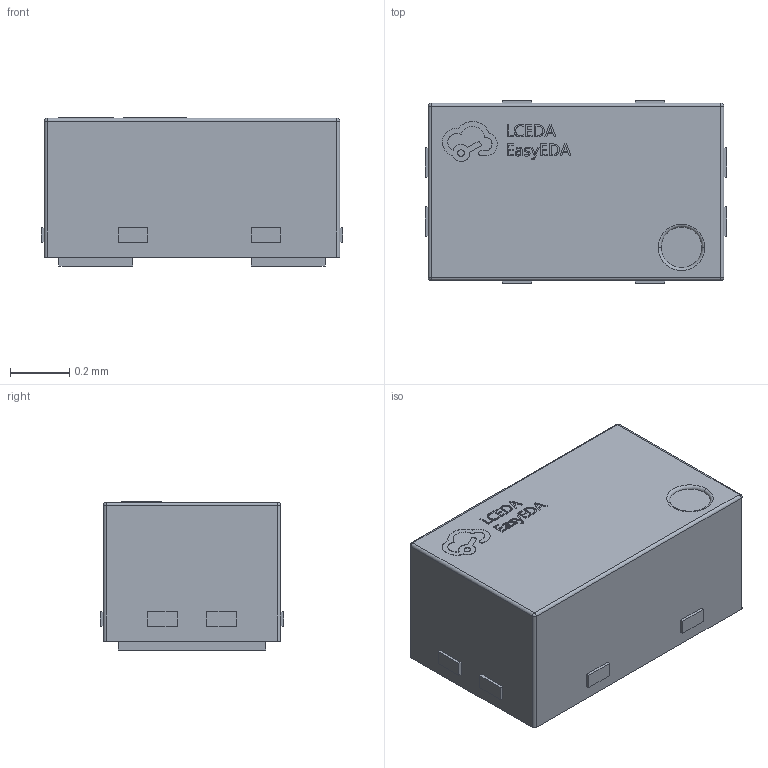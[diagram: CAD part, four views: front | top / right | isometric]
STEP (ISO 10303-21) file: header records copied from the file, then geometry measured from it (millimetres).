
FILE_DESCRIPTION (( 'STEP AP214' ), '1' );
FILE_NAME ('DFN-3L_L1.0-W0.6-H0.5-P0.65-BR.step', '2022-06-30T13:11:18', ( '' ), ( '' ), 'SwSTEP 2.0', 'SolidWorks 2020', '' );
FILE_SCHEMA (( 'AUTOMOTIVE_DESIGN' ));
Length unit declared in the file: millimetre
Products named in the file (1): DFN-3L_L1.0-W0.6-H0.5-P0.65-BR
Bounding box: 1.02 x 0.62 x 0.5 mm (x, y, z)
Volume: 0.3 mm3; surface area: 2.8 mm2
Topology: 1 solids, 1 shells, 359 faces, 949 edges, 626 vertices
Faces by surface type: plane 233, bspline 112, cylinder 8, sphere 4, torus 2
Entity records: 16140 total; most frequent: CARTESIAN_POINT 4035, ORIENTED_EDGE 1890, DIRECTION 1235, EDGE_CURVE 945, LINE 695, VECTOR 695, VERTEX_POINT 626, EDGE_LOOP 397
